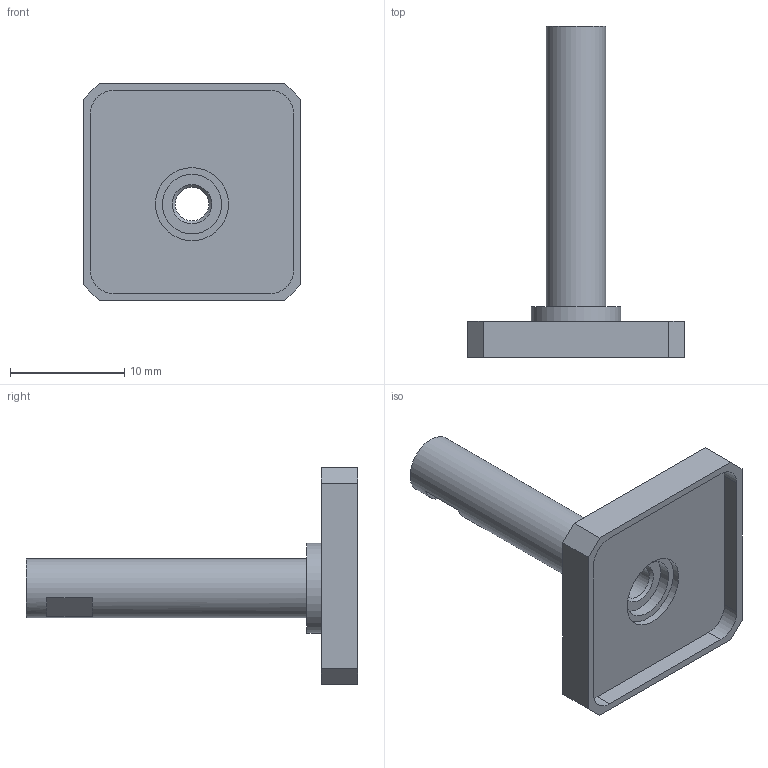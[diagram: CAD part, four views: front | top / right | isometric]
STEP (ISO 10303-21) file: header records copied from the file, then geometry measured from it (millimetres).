
FILE_DESCRIPTION(/* description */ (''),/* implementation_level */ '2;1');
FILE_NAME(/* name */ '2004948B-modified-SHAFT.step',/* time_stamp */ '2022-06-30T09:30:13-06:00',/* author */ (''),/* organization */ (''),/* preprocessor_version */ 'ST-DEVELOPER v19',/* originating_system */ 'Autodesk Translation Framework v11.7.0.108',/* authorisation */ '');
FILE_SCHEMA (('AUTOMOTIVE_DESIGN { 1 0 10303 214 3 1 1 }'));
Length unit declared in the file: inch
Products named in the file (1): (Unsaved)
Bounding box: 19.05 x 29.03 x 19.05 mm (x, y, z)
Volume: 1013.9 mm3; surface area: 1749.1 mm2
Topology: 1 solids, 1 shells, 37 faces, 80 edges, 53 vertices
Faces by surface type: plane 26, cylinder 10, cone 1
Full cylindrical faces by diameter (mm): 2.946 x1, 3.436 x1, 5.207 x2, 6.398 x1, 7.874 x1
Entity records: 1050 total; most frequent: DIRECTION 181, CARTESIAN_POINT 171, ORIENTED_EDGE 160, EDGE_CURVE 80, AXIS2_PLACEMENT_3D 63, LINE 55, VECTOR 55, VERTEX_POINT 53
